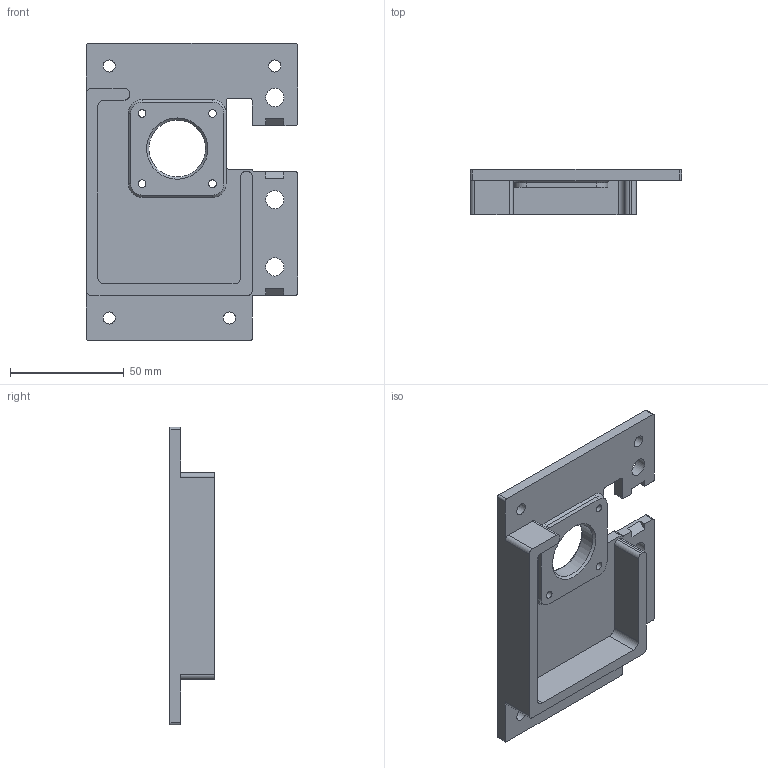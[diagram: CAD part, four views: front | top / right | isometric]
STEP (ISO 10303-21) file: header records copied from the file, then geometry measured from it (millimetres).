
FILE_DESCRIPTION(/* description */ (''),/* implementation_level */ '2;1');
FILE_NAME(/* name */ 'Front Left Z Motor Plate.step',/* time_stamp */ '2020-11-18T20:23:36+01:00',/* author */ (''),/* organization */ (''),/* preprocessor_version */ 'ST-DEVELOPER v18.1',/* originating_system */ 'Autodesk Translation Framework v9.3.0.1241',/* authorisation */ '');
FILE_SCHEMA (('AUTOMOTIVE_DESIGN { 1 0 10303 214 3 1 1 }'));
Length unit declared in the file: millimetre
Products named in the file (1): HB front_z_panel_v2_Front Left Z Motor Plate
Bounding box: 93 x 20 x 131 mm (x, y, z)
Volume: 71242.8 mm3; surface area: 31733.6 mm2
Topology: 1 solids, 1 shells, 193 faces, 508 edges, 326 vertices
Faces by surface type: plane 99, cylinder 40, bspline 34, cone 20
Full cylindrical faces by diameter (mm): 3.4 x4, 5.3 x4, 8 x3, 25 x1
Entity records: 8003 total; most frequent: CARTESIAN_POINT 3302, ORIENTED_EDGE 1016, DIRECTION 861, EDGE_CURVE 508, LINE 339, VECTOR 339, VERTEX_POINT 326, AXIS2_PLACEMENT_3D 261
